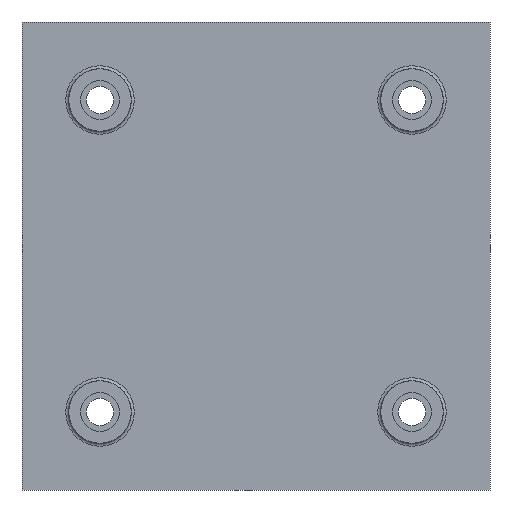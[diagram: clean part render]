
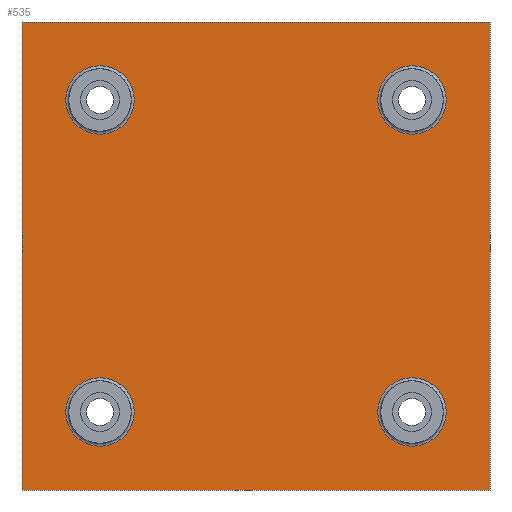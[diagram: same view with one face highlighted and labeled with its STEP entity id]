
A CAD part, front view. The second image highlights one B-rep face of the part: STEP entity #535.
In plain terms, the highlighted planar face has unit normal (0, -1, 0).
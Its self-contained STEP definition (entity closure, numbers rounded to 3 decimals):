
#19=FACE_BOUND('',#166,.T.);
#20=FACE_BOUND('',#167,.T.);
#21=FACE_BOUND('',#168,.T.);
#22=FACE_BOUND('',#169,.T.);
#39=PLANE('',#592);
#58=LINE('',#877,#86);
#59=LINE('',#879,#87);
#60=LINE('',#881,#88);
#61=LINE('',#882,#89);
#86=VECTOR('',#686,10.);
#87=VECTOR('',#687,10.);
#88=VECTOR('',#688,10.);
#89=VECTOR('',#689,10.);
#127=FACE_OUTER_BOUND('',#165,.T.);
#165=EDGE_LOOP('',(#395,#396,#397,#398));
#166=EDGE_LOOP('',(#399));
#167=EDGE_LOOP('',(#400));
#168=EDGE_LOOP('',(#401));
#169=EDGE_LOOP('',(#402));
#223=CIRCLE('',#588,4.397);
#226=CIRCLE('',#593,4.397);
#227=CIRCLE('',#594,4.397);
#228=CIRCLE('',#595,4.397);
#267=VERTEX_POINT('',#866);
#269=VERTEX_POINT('',#875);
#270=VERTEX_POINT('',#876);
#271=VERTEX_POINT('',#878);
#272=VERTEX_POINT('',#880);
#273=VERTEX_POINT('',#883);
#274=VERTEX_POINT('',#885);
#275=VERTEX_POINT('',#887);
#315=EDGE_CURVE('',#267,#267,#223,.T.);
#319=EDGE_CURVE('',#269,#270,#58,.T.);
#320=EDGE_CURVE('',#270,#271,#59,.T.);
#321=EDGE_CURVE('',#271,#272,#60,.T.);
#322=EDGE_CURVE('',#272,#269,#61,.T.);
#323=EDGE_CURVE('',#273,#273,#226,.T.);
#324=EDGE_CURVE('',#274,#274,#227,.T.);
#325=EDGE_CURVE('',#275,#275,#228,.T.);
#395=ORIENTED_EDGE('',*,*,#319,.T.);
#396=ORIENTED_EDGE('',*,*,#320,.T.);
#397=ORIENTED_EDGE('',*,*,#321,.T.);
#398=ORIENTED_EDGE('',*,*,#322,.T.);
#399=ORIENTED_EDGE('',*,*,#323,.F.);
#400=ORIENTED_EDGE('',*,*,#324,.F.);
#401=ORIENTED_EDGE('',*,*,#325,.F.);
#402=ORIENTED_EDGE('',*,*,#315,.F.);
#535=ADVANCED_FACE('',(#127,#19,#20,#21,#22),#39,.F.);
#588=AXIS2_PLACEMENT_3D('',#868,#675,#676);
#592=AXIS2_PLACEMENT_3D('',#874,#684,#685);
#593=AXIS2_PLACEMENT_3D('',#884,#690,#691);
#594=AXIS2_PLACEMENT_3D('',#886,#692,#693);
#595=AXIS2_PLACEMENT_3D('',#888,#694,#695);
#675=DIRECTION('center_axis',(0.,-1.,0.));
#676=DIRECTION('ref_axis',(-1.,0.,0.));
#684=DIRECTION('center_axis',(0.,1.,0.));
#685=DIRECTION('ref_axis',(1.,0.,0.));
#686=DIRECTION('',(1.,0.,0.));
#687=DIRECTION('',(0.,0.,1.));
#688=DIRECTION('',(-1.,0.,0.));
#689=DIRECTION('',(0.,0.,-1.));
#690=DIRECTION('center_axis',(0.,-1.,0.));
#691=DIRECTION('ref_axis',(-1.,0.,0.));
#692=DIRECTION('center_axis',(0.,-1.,0.));
#693=DIRECTION('ref_axis',(-1.,0.,0.));
#694=DIRECTION('center_axis',(0.,-1.,0.));
#695=DIRECTION('ref_axis',(-1.,0.,0.));
#866=CARTESIAN_POINT('',(45.,0.,40.603));
#868=CARTESIAN_POINT('Origin',(45.,0.,45.));
#874=CARTESIAN_POINT('Origin',(25.,0.,25.));
#875=CARTESIAN_POINT('',(-5.,0.,-5.));
#876=CARTESIAN_POINT('',(55.,0.,-5.));
#877=CARTESIAN_POINT('',(37.5,0.,-5.));
#878=CARTESIAN_POINT('',(55.,0.,55.));
#879=CARTESIAN_POINT('',(55.,0.,37.5));
#880=CARTESIAN_POINT('',(-5.,0.,55.));
#881=CARTESIAN_POINT('',(12.5,0.,55.));
#882=CARTESIAN_POINT('',(-5.,0.,12.5));
#883=CARTESIAN_POINT('',(5.,0.,40.603));
#884=CARTESIAN_POINT('Origin',(5.,0.,45.));
#885=CARTESIAN_POINT('',(45.,0.,0.603));
#886=CARTESIAN_POINT('Origin',(45.,0.,5.));
#887=CARTESIAN_POINT('',(5.,0.,0.603));
#888=CARTESIAN_POINT('Origin',(5.,0.,5.));
